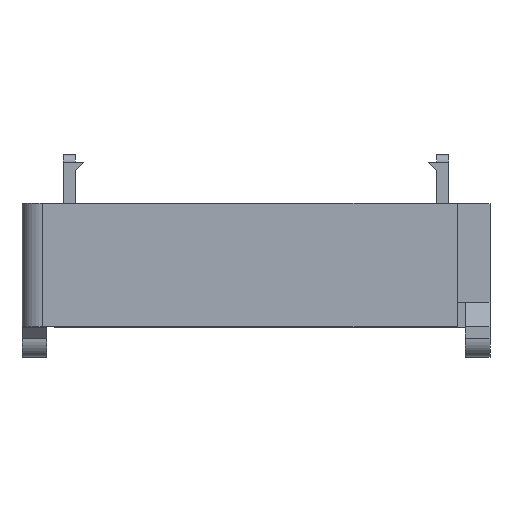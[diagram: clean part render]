
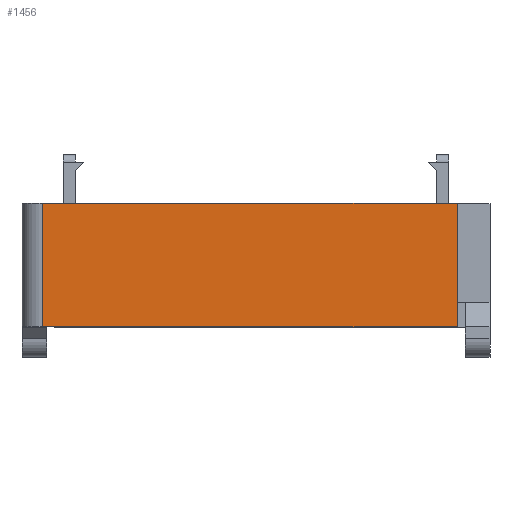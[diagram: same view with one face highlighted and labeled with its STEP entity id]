
A CAD part, top view. The second image highlights one B-rep face of the part: STEP entity #1456.
In plain terms, the highlighted planar face has unit normal (0, 0, 1).
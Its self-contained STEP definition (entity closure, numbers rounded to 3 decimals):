
#136=FACE_OUTER_BOUND('',#213,.T.);
#213=EDGE_LOOP('',(#1240,#1241,#1242,#1243));
#292=LINE('',#2134,#460);
#389=LINE('',#2363,#557);
#391=LINE('',#2373,#559);
#393=LINE('',#2376,#561);
#460=VECTOR('',#1690,10.);
#557=VECTOR('',#1919,10.);
#559=VECTOR('',#1929,10.);
#561=VECTOR('',#1933,10.);
#625=VERTEX_POINT('',#2131);
#626=VERTEX_POINT('',#2133);
#692=VERTEX_POINT('',#2361);
#696=VERTEX_POINT('',#2371);
#771=EDGE_CURVE('',#626,#625,#292,.T.);
#888=EDGE_CURVE('',#692,#625,#389,.T.);
#893=EDGE_CURVE('',#696,#692,#391,.T.);
#895=EDGE_CURVE('',#626,#696,#393,.T.);
#1240=ORIENTED_EDGE('',*,*,#893,.F.);
#1241=ORIENTED_EDGE('',*,*,#895,.F.);
#1242=ORIENTED_EDGE('',*,*,#771,.T.);
#1243=ORIENTED_EDGE('',*,*,#888,.F.);
#1389=PLANE('',#1576);
#1456=ADVANCED_FACE('',(#136),#1389,.T.);
#1576=AXIS2_PLACEMENT_3D('',#2375,#1931,#1932);
#1690=DIRECTION('',(0.,1.,0.));
#1919=DIRECTION('',(1.,0.,0.));
#1929=DIRECTION('',(0.,1.,0.));
#1931=DIRECTION('center_axis',(0.,0.,1.));
#1932=DIRECTION('ref_axis',(1.,0.,0.));
#1933=DIRECTION('',(-1.,0.,0.));
#2131=CARTESIAN_POINT('',(24.5,15.,23.5));
#2133=CARTESIAN_POINT('',(24.5,0.,23.5));
#2134=CARTESIAN_POINT('',(24.5,0.,23.5));
#2361=CARTESIAN_POINT('',(-26.,15.,23.5));
#2363=CARTESIAN_POINT('',(-28.5,15.,23.5));
#2371=CARTESIAN_POINT('',(-26.,0.,23.5));
#2373=CARTESIAN_POINT('',(-26.,7.5,23.5));
#2375=CARTESIAN_POINT('Origin',(-24.5,0.,23.5));
#2376=CARTESIAN_POINT('',(-28.5,0.,23.5));
